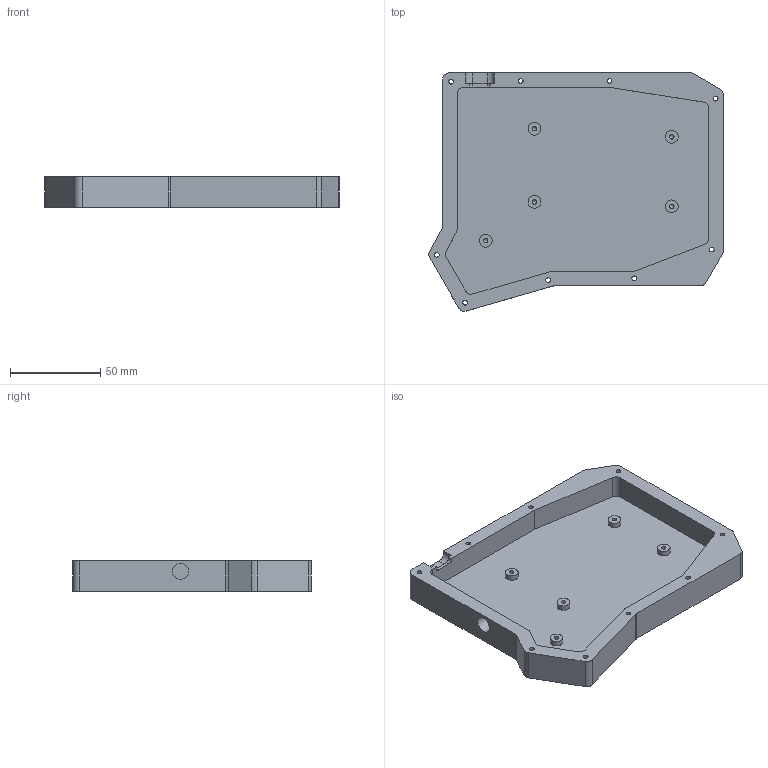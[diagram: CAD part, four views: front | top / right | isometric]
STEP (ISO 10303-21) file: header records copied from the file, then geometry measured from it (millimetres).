
FILE_DESCRIPTION(('FreeCAD Model'),'2;1');
FILE_NAME('Open CASCADE Shape Model','2021-09-24T14:33:08',('Author'),( ''),'Open CASCADE STEP processor 7.5','FreeCAD','Unknown');
FILE_SCHEMA(('AUTOMOTIVE_DESIGN { 1 0 10303 214 1 1 1 1 }'));
Length unit declared in the file: millimetre
Products named in the file (2): bottom; SOLID
Assembly tree (1 placements, depth 2):
  bottom
    SOLID
Bounding box: 162.94 x 132.06 x 17 mm (x, y, z)
Volume: 132846.5 mm3; surface area: 54741.5 mm2
Topology: 1 solids, 1 shells, 93 faces, 226 edges, 149 vertices
Faces by surface type: cylinder 50, plane 38, cone 5
Full cylindrical faces by diameter (mm): 2.5 x5, 2.6 x9, 5 x9, 7.1 x5, 9 x1
Entity records: 5748 total; most frequent: CARTESIAN_POINT 1051, DIRECTION 929, LINE 468, VECTOR 468, ORIENTED_EDGE 442, PCURVE 442, DEFINITIONAL_REPRESENTATION 442, EDGE_CURVE 221
